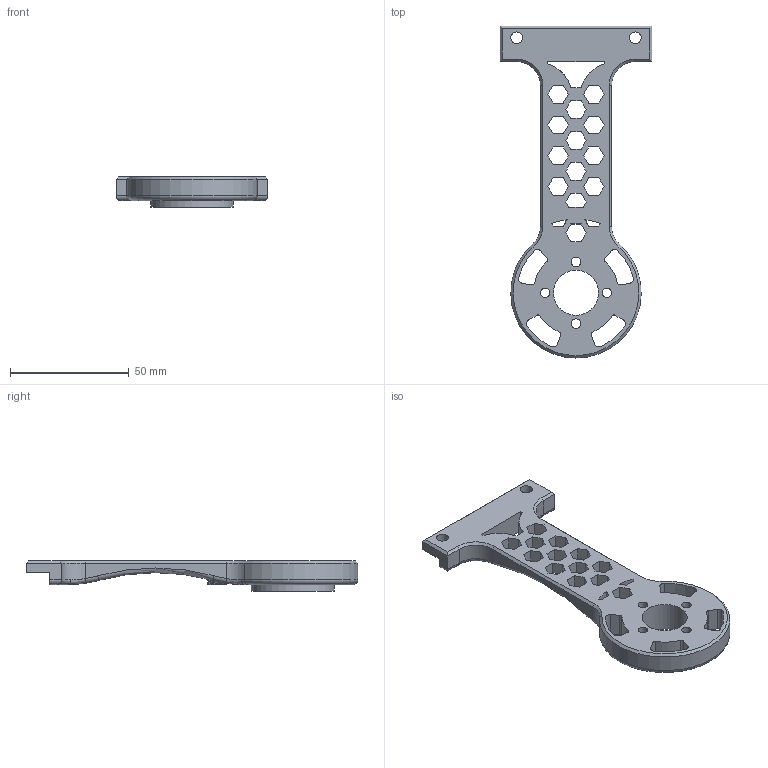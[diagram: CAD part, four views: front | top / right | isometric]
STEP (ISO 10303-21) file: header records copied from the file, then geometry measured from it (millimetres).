
FILE_DESCRIPTION(/* description */ (''),/* implementation_level */ '2;1');
FILE_NAME(/* name */ 'Vez1_lite.stp',/* time_stamp */ '2021-10-28T09:50:46+02:00',/* author */ ('Teo'),/* organization */ (''),/* preprocessor_version */ 'ST-DEVELOPER v18.1',/* originating_system */ 'Autodesk Inventor 2022',/* authorisation */ '');
FILE_SCHEMA (('AUTOMOTIVE_DESIGN { 1 0 10303 214 3 1 1 }'));
Length unit declared in the file: millimetre
Products named in the file (1): Vez1_lite
Bounding box: 64 x 140 x 12.75 mm (x, y, z)
Volume: 34135.8 mm3; surface area: 17667.3 mm2
Topology: 1 solids, 1 shells, 237 faces, 660 edges, 418 vertices
Faces by surface type: plane 120, cylinder 59, bspline 37, torus 14, cone 5, sphere 2
Full cylindrical faces by diameter (mm): 4 x4, 5 x2, 19 x1, 35 x1
Entity records: 8713 total; most frequent: CARTESIAN_POINT 2605, ORIENTED_EDGE 1316, DIRECTION 1197, EDGE_CURVE 658, AXIS2_PLACEMENT_3D 427, VERTEX_POINT 418, LINE 343, VECTOR 343
